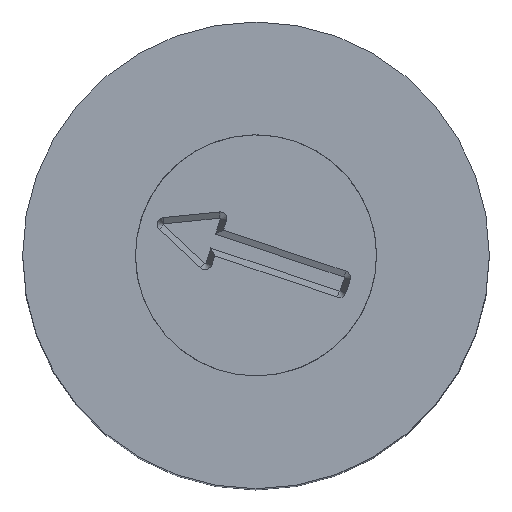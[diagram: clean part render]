
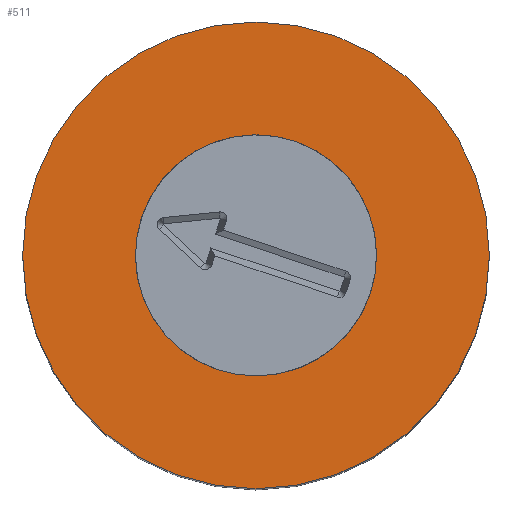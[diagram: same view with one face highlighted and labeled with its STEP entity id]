
A CAD part, top view. The second image highlights one B-rep face of the part: STEP entity #511.
In plain terms, the highlighted planar face has unit normal (0, 0, 1).
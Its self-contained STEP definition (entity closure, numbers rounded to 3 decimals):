
#30=FACE_BOUND('',#98,.T.);
#35=PLANE('',#614);
#63=FACE_OUTER_BOUND('',#97,.T.);
#97=EDGE_LOOP('',(#390));
#98=EDGE_LOOP('',(#391));
#205=CIRCLE('',#603,3.1);
#211=CIRCLE('',#613,6.);
#238=VERTEX_POINT('',#861);
#244=VERTEX_POINT('',#881);
#287=EDGE_CURVE('',#238,#238,#205,.T.);
#297=EDGE_CURVE('',#244,#244,#211,.T.);
#390=ORIENTED_EDGE('',*,*,#297,.F.);
#391=ORIENTED_EDGE('',*,*,#287,.T.);
#511=ADVANCED_FACE('',(#63,#30),#35,.F.);
#603=AXIS2_PLACEMENT_3D('',#862,#691,#692);
#613=AXIS2_PLACEMENT_3D('',#882,#715,#716);
#614=AXIS2_PLACEMENT_3D('',#884,#718,#719);
#691=DIRECTION('center_axis',(0.,0.,-1.));
#692=DIRECTION('ref_axis',(1.,0.,0.));
#715=DIRECTION('center_axis',(0.,0.,-1.));
#716=DIRECTION('ref_axis',(-1.,0.,0.));
#718=DIRECTION('center_axis',(0.,0.,-1.));
#719=DIRECTION('ref_axis',(-1.,0.,0.));
#861=CARTESIAN_POINT('',(-3.1,0.,20.));
#862=CARTESIAN_POINT('Origin',(0.,0.,20.));
#881=CARTESIAN_POINT('',(6.,0.,20.));
#882=CARTESIAN_POINT('Origin',(0.,0.,20.));
#884=CARTESIAN_POINT('Origin',(0.,0.,20.));
